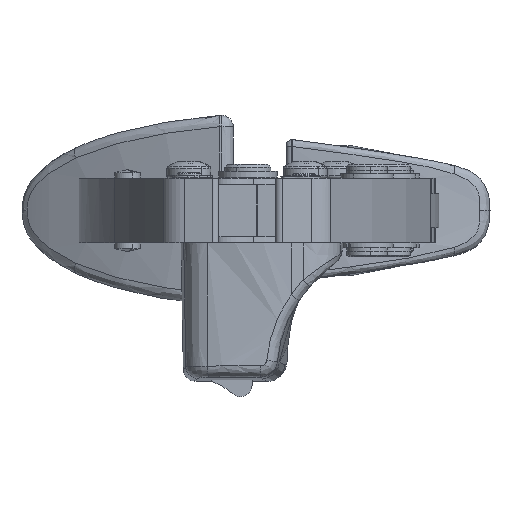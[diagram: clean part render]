
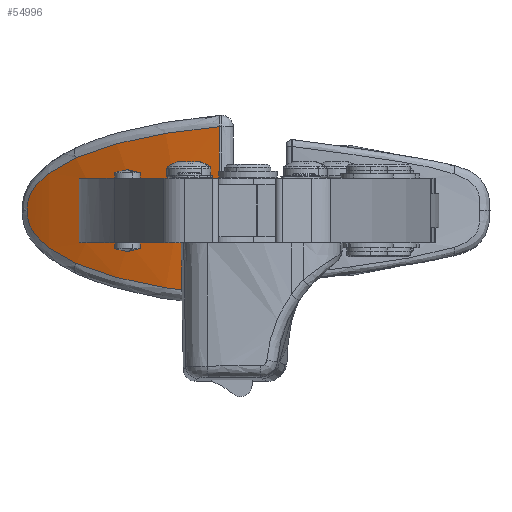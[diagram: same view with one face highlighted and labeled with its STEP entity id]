
A CAD part, left-side view. The second image highlights one B-rep face of the part: STEP entity #54996.
In plain terms, the highlighted cylindrical face has radius 95 mm (diameter 190 mm), a partial arc.
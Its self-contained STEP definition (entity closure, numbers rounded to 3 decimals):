
#48040=AXIS2_PLACEMENT_3D('Circle Axis2P3D',#48038,#48039,$) ;
#54978=AXIS2_PLACEMENT_3D('Cylinder Axis2P3D',#54975,#54976,#54977) ;
#54982=AXIS2_PLACEMENT_3D('Circle Axis2P3D',#54980,#54981,$) ;
#1261=CARTESIAN_POINT('Vertex',(76.754,70.017,26.647)) ;
#1301=CARTESIAN_POINT('Vertex',(76.754,70.017,37.847)) ;
#1304=CARTESIAN_POINT('Line Origine',(76.754,70.017,36.847)) ;
#1340=CARTESIAN_POINT('Vertex',(68.601,46.915,46.787)) ;
#1343=CARTESIAN_POINT('Line Origine',(68.601,46.915,42.317)) ;
#1347=CARTESIAN_POINT('Vertex',(68.601,46.915,37.847)) ;
#9410=CARTESIAN_POINT('Vertex',(77.669,71.779,41.363)) ;
#9414=CARTESIAN_POINT('Control Point',(68.601,46.915,46.787)) ;
#9415=CARTESIAN_POINT('Control Point',(69.018,48.87,46.61)) ;
#9416=CARTESIAN_POINT('Control Point',(69.482,50.798,46.406)) ;
#9417=CARTESIAN_POINT('Control Point',(69.992,52.693,46.171)) ;
#9418=CARTESIAN_POINT('Control Point',(70.838,55.547,45.762)) ;
#9419=CARTESIAN_POINT('Control Point',(71.772,58.304,45.274)) ;
#9420=CARTESIAN_POINT('Control Point',(72.108,59.253,45.094)) ;
#9421=CARTESIAN_POINT('Control Point',(72.986,61.637,44.609)) ;
#9422=CARTESIAN_POINT('Control Point',(73.917,63.926,44.058)) ;
#9423=CARTESIAN_POINT('Control Point',(74.499,65.278,43.697)) ;
#9424=CARTESIAN_POINT('Control Point',(75.501,67.489,43.043)) ;
#9425=CARTESIAN_POINT('Control Point',(76.5,69.526,42.318)) ;
#9426=CARTESIAN_POINT('Control Point',(76.904,70.326,42.009)) ;
#9427=CARTESIAN_POINT('Control Point',(77.3,71.086,41.689)) ;
#9428=CARTESIAN_POINT('Control Point',(77.669,71.779,41.363)) ;
#13357=CARTESIAN_POINT('Vertex',(68.601,46.915,17.707)) ;
#13535=CARTESIAN_POINT('Line Origine',(68.601,46.915,22.177)) ;
#13539=CARTESIAN_POINT('Vertex',(68.601,46.915,26.647)) ;
#14014=CARTESIAN_POINT('Vertex',(77.669,71.779,23.131)) ;
#14018=CARTESIAN_POINT('Control Point',(77.669,71.779,23.131)) ;
#14019=CARTESIAN_POINT('Control Point',(78.35,73.058,23.733)) ;
#14020=CARTESIAN_POINT('Control Point',(79.019,74.256,24.361)) ;
#14021=CARTESIAN_POINT('Control Point',(79.665,75.361,25.018)) ;
#14022=CARTESIAN_POINT('Control Point',(80.461,76.678,25.934)) ;
#14023=CARTESIAN_POINT('Control Point',(81.132,77.749,26.9)) ;
#14024=CARTESIAN_POINT('Control Point',(81.291,78.001,27.144)) ;
#14025=CARTESIAN_POINT('Control Point',(81.935,79.009,28.205)) ;
#14026=CARTESIAN_POINT('Control Point',(82.395,79.703,29.323)) ;
#14027=CARTESIAN_POINT('Control Point',(82.624,80.042,30.199)) ;
#14028=CARTESIAN_POINT('Control Point',(82.747,80.224,31.172)) ;
#14029=CARTESIAN_POINT('Control Point',(82.744,80.221,32.247)) ;
#14030=CARTESIAN_POINT('Vertex',(82.744,80.221,32.247)) ;
#42185=CARTESIAN_POINT('Control Point',(68.601,46.915,17.707)) ;
#42186=CARTESIAN_POINT('Control Point',(69.018,48.87,17.884)) ;
#42187=CARTESIAN_POINT('Control Point',(69.482,50.798,18.088)) ;
#42188=CARTESIAN_POINT('Control Point',(69.992,52.693,18.323)) ;
#42189=CARTESIAN_POINT('Control Point',(70.838,55.547,18.732)) ;
#42190=CARTESIAN_POINT('Control Point',(71.772,58.304,19.22)) ;
#42191=CARTESIAN_POINT('Control Point',(72.108,59.253,19.4)) ;
#42192=CARTESIAN_POINT('Control Point',(72.986,61.637,19.885)) ;
#42193=CARTESIAN_POINT('Control Point',(73.917,63.926,20.436)) ;
#42194=CARTESIAN_POINT('Control Point',(74.499,65.278,20.797)) ;
#42195=CARTESIAN_POINT('Control Point',(75.501,67.489,21.451)) ;
#42196=CARTESIAN_POINT('Control Point',(76.5,69.526,22.176)) ;
#42197=CARTESIAN_POINT('Control Point',(76.904,70.326,22.485)) ;
#42198=CARTESIAN_POINT('Control Point',(77.3,71.086,22.805)) ;
#42199=CARTESIAN_POINT('Control Point',(77.669,71.779,23.131)) ;
#44787=CARTESIAN_POINT('Control Point',(77.669,71.779,41.363)) ;
#44788=CARTESIAN_POINT('Control Point',(78.271,72.909,40.831)) ;
#44789=CARTESIAN_POINT('Control Point',(78.864,73.976,40.279)) ;
#44790=CARTESIAN_POINT('Control Point',(79.438,74.972,39.704)) ;
#44791=CARTESIAN_POINT('Control Point',(80.263,76.354,38.795)) ;
#44792=CARTESIAN_POINT('Control Point',(80.974,77.499,37.833)) ;
#44793=CARTESIAN_POINT('Control Point',(81.203,77.862,37.497)) ;
#44794=CARTESIAN_POINT('Control Point',(81.91,78.972,36.353)) ;
#44795=CARTESIAN_POINT('Control Point',(82.403,79.714,35.143)) ;
#44796=CARTESIAN_POINT('Control Point',(82.626,80.046,34.272)) ;
#44797=CARTESIAN_POINT('Control Point',(82.747,80.224,33.31)) ;
#44798=CARTESIAN_POINT('Control Point',(82.744,80.221,32.247)) ;
#48038=CARTESIAN_POINT('Axis2P3D Location',(161.515,27.115,26.647)) ;
#54975=CARTESIAN_POINT('Axis2P3D Location',(161.515,27.115,32.247)) ;
#54980=CARTESIAN_POINT('Axis2P3D Location',(161.515,27.115,37.847)) ;
#1305=DIRECTION('Vector Direction',(0.,0.,-1.)) ;
#1344=DIRECTION('Vector Direction',(0.,0.,1.)) ;
#13536=DIRECTION('Vector Direction',(0.,0.,1.)) ;
#48039=DIRECTION('Axis2P3D Direction',(0.,0.,1.)) ;
#54976=DIRECTION('Axis2P3D Direction',(0.,0.,1.)) ;
#54977=DIRECTION('Axis2P3D XDirection',(-0.769,0.64,0.)) ;
#54981=DIRECTION('Axis2P3D Direction',(0.,0.,1.)) ;
#1306=VECTOR('Line Direction',#1305,1.) ;
#1345=VECTOR('Line Direction',#1344,1.) ;
#13537=VECTOR('Line Direction',#13536,1.) ;
#54986=ORIENTED_EDGE('',*,*,#1349,.T.) ;
#54987=ORIENTED_EDGE('',*,*,#9429,.F.) ;
#54988=ORIENTED_EDGE('',*,*,#44799,.F.) ;
#54989=ORIENTED_EDGE('',*,*,#14032,.F.) ;
#54990=ORIENTED_EDGE('',*,*,#42200,.F.) ;
#54991=ORIENTED_EDGE('',*,*,#13541,.T.) ;
#54992=ORIENTED_EDGE('',*,*,#48042,.T.) ;
#54993=ORIENTED_EDGE('',*,*,#1308,.F.) ;
#54994=ORIENTED_EDGE('',*,*,#54984,.F.) ;
#54996=ADVANCED_FACE('Hauptk\X2\00F6\X0\rper',(#54995),#54979,.T.) ;
#9413=B_SPLINE_CURVE_WITH_KNOTS('',5,(#9414,#9415,#9416,#9417,#9418,#9419,#9420,#9421,#9422,#9423,#9424,#9425,#9426,#9427,#9428),.UNSPECIFIED.,.F.,.U.,(6,3,3,3,6),(93.928,103.23,108.205,115.926,121.296),.UNSPECIFIED.) ;
#14017=B_SPLINE_CURVE_WITH_KNOTS('',5,(#14018,#14019,#14020,#14021,#14022,#14023,#14024,#14025,#14026,#14027,#14028,#14029),.UNSPECIFIED.,.F.,.U.,(6,3,3,6),(105.64,112.154,114.317,121.463),.UNSPECIFIED.) ;
#42184=B_SPLINE_CURVE_WITH_KNOTS('',5,(#42185,#42186,#42187,#42188,#42189,#42190,#42191,#42192,#42193,#42194,#42195,#42196,#42197,#42198,#42199),.UNSPECIFIED.,.F.,.U.,(6,3,3,3,6),(93.928,103.23,108.205,115.926,121.296),.UNSPECIFIED.) ;
#44786=B_SPLINE_CURVE_WITH_KNOTS('',5,(#44787,#44788,#44789,#44790,#44791,#44792,#44793,#44794,#44795,#44796,#44797,#44798),.UNSPECIFIED.,.F.,.U.,(6,3,3,6),(105.635,111.388,114.386,121.454),.UNSPECIFIED.) ;
#48041=CIRCLE('generated circle',#48040,95.) ;
#54983=CIRCLE('generated circle',#54982,95.) ;
#54979=CYLINDRICAL_SURFACE('generated cylinder',#54978,95.) ;
#1308=EDGE_CURVE('',#1302,#1262,#1307,.T.) ;
#1349=EDGE_CURVE('',#1348,#1341,#1346,.T.) ;
#9429=EDGE_CURVE('',#9411,#1341,#9413,.F.) ;
#13541=EDGE_CURVE('',#13358,#13540,#13538,.T.) ;
#14032=EDGE_CURVE('',#14015,#14031,#14017,.T.) ;
#42200=EDGE_CURVE('',#13358,#14015,#42184,.T.) ;
#44799=EDGE_CURVE('',#14031,#9411,#44786,.F.) ;
#48042=EDGE_CURVE('',#13540,#1262,#48041,.F.) ;
#54984=EDGE_CURVE('',#1348,#1302,#54983,.F.) ;
#54985=EDGE_LOOP('',(#54986,#54987,#54988,#54989,#54990,#54991,#54992,#54993,#54994)) ;
#54995=FACE_OUTER_BOUND('',#54985,.T.) ;
#1307=LINE('Line',#1304,#1306) ;
#1346=LINE('Line',#1343,#1345) ;
#13538=LINE('Line',#13535,#13537) ;
#1262=VERTEX_POINT('',#1261) ;
#1302=VERTEX_POINT('',#1301) ;
#1341=VERTEX_POINT('',#1340) ;
#1348=VERTEX_POINT('',#1347) ;
#9411=VERTEX_POINT('',#9410) ;
#13358=VERTEX_POINT('',#13357) ;
#13540=VERTEX_POINT('',#13539) ;
#14015=VERTEX_POINT('',#14014) ;
#14031=VERTEX_POINT('',#14030) ;
